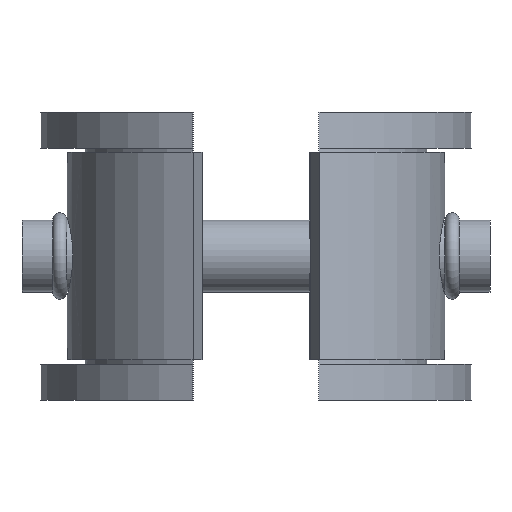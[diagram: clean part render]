
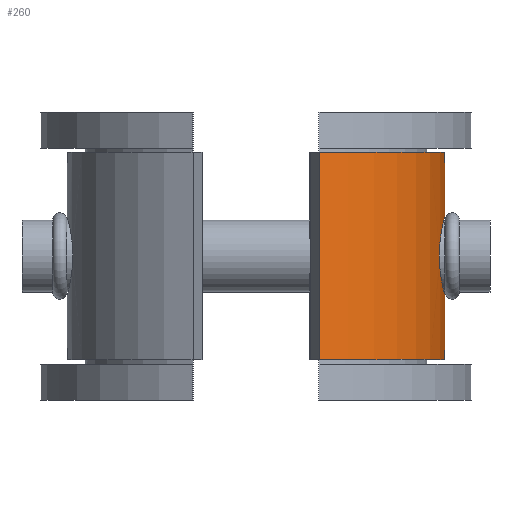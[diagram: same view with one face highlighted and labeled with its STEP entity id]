
A CAD part, left-side view. The second image highlights one B-rep face of the part: STEP entity #260.
In plain terms, the highlighted cylindrical face has radius 10.5 mm (diameter 21 mm), a partial arc.
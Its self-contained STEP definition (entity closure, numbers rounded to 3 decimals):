
#8 = CARTESIAN_POINT ( 'NONE',  ( -14.124, -7.332, 1.508 ) ) ;
#15 = DIRECTION ( 'NONE',  ( -1., 0., 0. ) ) ;
#26 = CARTESIAN_POINT ( 'NONE',  ( -14.498, -7.393, 1.789 ) ) ;
#92 = CIRCLE ( 'NONE', #1818, 10.5 ) ;
#117 = VERTEX_POINT ( 'NONE', #641 ) ;
#223 = CARTESIAN_POINT ( 'NONE',  ( -14.918, -7.445, 1.999 ) ) ;
#236 = CARTESIAN_POINT ( 'NONE',  ( -17.628, -7.374, -1.707 ) ) ;
#252 = CARTESIAN_POINT ( 'NONE',  ( -18.565, -7.182, 0.172 ) ) ;
#257 = CARTESIAN_POINT ( 'NONE',  ( -16., 3., 5.75 ) ) ;
#260 = ADVANCED_FACE ( 'NONE', ( #1425, #2174 ), #2649, .T. ) ;
#269 = CARTESIAN_POINT ( 'NONE',  ( -18.549, -7.186, -0.302 ) ) ;
#277 = DIRECTION ( 'NONE',  ( 0., 0., -1. ) ) ;
#285 = CARTESIAN_POINT ( 'NONE',  ( -14.027, -7.313, -1.415 ) ) ;
#291 = VERTEX_POINT ( 'NONE', #1468 ) ;
#368 = CARTESIAN_POINT ( 'NONE',  ( -25.895, -0.512, 5.75 ) ) ;
#376 = CARTESIAN_POINT ( 'NONE',  ( -15.378, -7.486, -2.152 ) ) ;
#481 = CARTESIAN_POINT ( 'NONE',  ( -16.765, -7.473, 2.104 ) ) ;
#495 = CARTESIAN_POINT ( 'NONE',  ( -13.812, -7.27, 1.16 ) ) ;
#501 = AXIS2_PLACEMENT_3D ( 'NONE', #257, #277, #15 ) ;
#508 = CARTESIAN_POINT ( 'NONE',  ( -13.592, -7.22, -0.776 ) ) ;
#641 = CARTESIAN_POINT ( 'NONE',  ( -6.647, -1.773, 5.75 ) ) ;
#681 = CARTESIAN_POINT ( 'NONE',  ( -18.474, -7.204, -0.606 ) ) ;
#694 = CARTESIAN_POINT ( 'NONE',  ( -18.466, -7.207, 0.631 ) ) ;
#706 = CARTESIAN_POINT ( 'NONE',  ( -18.407, -7.221, 0.778 ) ) ;
#724 = CARTESIAN_POINT ( 'NONE',  ( -13.45, -7.186, 0.297 ) ) ;
#738 = CARTESIAN_POINT ( 'NONE',  ( -17.061, -7.447, 2.008 ) ) ;
#848 = ORIENTED_EDGE ( 'NONE', *, *, #1562, .F. ) ;
#909 = CARTESIAN_POINT ( 'NONE',  ( -17.613, -7.376, 1.717 ) ) ;
#920 = AXIS2_PLACEMENT_3D ( 'NONE', #1642, #1875, #2595 ) ;
#925 = CARTESIAN_POINT ( 'NONE',  ( -18.17, -7.274, 1.184 ) ) ;
#953 = CARTESIAN_POINT ( 'NONE',  ( -17.077, -7.446, -2.002 ) ) ;
#973 = CIRCLE ( 'NONE', #920, 10.5 ) ;
#974 = CARTESIAN_POINT ( 'NONE',  ( -15.213, -7.472, 2.099 ) ) ;
#1027 = DIRECTION ( 'NONE',  ( 0., 0., -1. ) ) ;
#1153 = CARTESIAN_POINT ( 'NONE',  ( -18.201, -7.268, -1.172 ) ) ;
#1182 = CARTESIAN_POINT ( 'NONE',  ( -18.417, -7.218, -0.755 ) ) ;
#1198 = CARTESIAN_POINT ( 'NONE',  ( -17.204, -7.432, 1.948 ) ) ;
#1214 = EDGE_CURVE ( 'NONE', #117, #2268, #2482, .T. ) ;
#1311 = CARTESIAN_POINT ( 'NONE',  ( -14.782, -7.433, -1.956 ) ) ;
#1386 = CARTESIAN_POINT ( 'NONE',  ( -18.545, -7.187, 0.326 ) ) ;
#1403 = ORIENTED_EDGE ( 'NONE', *, *, #1214, .F. ) ;
#1417 = CARTESIAN_POINT ( 'NONE',  ( -14.772, -7.429, 1.937 ) ) ;
#1425 = FACE_OUTER_BOUND ( 'NONE', #1784, .T. ) ;
#1434 = CARTESIAN_POINT ( 'NONE',  ( -13.535, -7.207, -0.631 ) ) ;
#1446 = CARTESIAN_POINT ( 'NONE',  ( -13.456, -7.187, -0.33 ) ) ;
#1459 = EDGE_LOOP ( 'NONE', ( #2498 ) ) ;
#1468 = CARTESIAN_POINT ( 'NONE',  ( -16.001, -7.5, -2.2 ) ) ;
#1523 = LINE ( 'NONE', #368, #2860 ) ;
#1548 = CARTESIAN_POINT ( 'NONE',  ( -16.001, -7.5, -2.2 ) ) ;
#1562 = EDGE_CURVE ( 'NONE', #2268, #1602, #92, .T. ) ;
#1579 = CARTESIAN_POINT ( 'NONE',  ( -25.895, -0.512, -5.75 ) ) ;
#1602 = VERTEX_POINT ( 'NONE', #1579 ) ;
#1628 = CARTESIAN_POINT ( 'NONE',  ( -17.496, -7.394, -1.793 ) ) ;
#1642 = CARTESIAN_POINT ( 'NONE',  ( -16., 3., 5.75 ) ) ;
#1645 = EDGE_CURVE ( 'NONE', #291, #291, #1906, .T. ) ;
#1657 = EDGE_CURVE ( 'NONE', #117, #2158, #973, .T. ) ;
#1658 = CARTESIAN_POINT ( 'NONE',  ( -17.221, -7.43, -1.94 ) ) ;
#1674 = CARTESIAN_POINT ( 'NONE',  ( -13.724, -7.251, 1.028 ) ) ;
#1681 = CARTESIAN_POINT ( 'NONE',  ( -6.647, -1.773, 5.75 ) ) ;
#1689 = CARTESIAN_POINT ( 'NONE',  ( -17.856, -7.335, 1.526 ) ) ;
#1784 = EDGE_LOOP ( 'NONE', ( #848, #1403, #2788, #2677 ) ) ;
#1816 = DIRECTION ( 'NONE',  ( 0., 0., -1. ) ) ;
#1818 = AXIS2_PLACEMENT_3D ( 'NONE', #2517, #1816, #2773 ) ;
#1860 = CARTESIAN_POINT ( 'NONE',  ( -17.968, -7.314, 1.42 ) ) ;
#1875 = DIRECTION ( 'NONE',  ( 0., 0., -1. ) ) ;
#1889 = CARTESIAN_POINT ( 'NONE',  ( -16.317, -7.5, -2.2 ) ) ;
#1905 = CARTESIAN_POINT ( 'NONE',  ( -16.001, -7.5, -2.2 ) ) ;
#1906 = B_SPLINE_CURVE_WITH_KNOTS ( 'NONE', 3,
 ( #1548, #2500, #376, #1311, #2338, #2644, #285, #2355, #2612, #508, #1434, #1446, #2091, #2580, #724, #2833, #3058, #1674, #495, #2388, #8, #1918, #26, #1417, #223, #974, #2122, #2869, #2886, #2056, #2848, #2404, #481, #738, #1198, #2153, #909, #1689, #1860, #925, #2818, #706, #694, #1386, #252, #2371, #269, #681, #1182, #1153, #2138, #236, #1628, #1658, #953, #2629, #1889, #1905 ),
 .UNSPECIFIED., .T., .F.,
 ( 4, 2, 2, 2, 2, 2, 2, 2, 2, 2, 2, 2, 2, 2, 2, 2, 2, 2, 2, 2, 2, 2, 2, 2, 2, 2, 2, 2, 4 ),
 ( 0., 0.001, 0.002, 0.002, 0.003, 0.003, 0.004, 0.004, 0.005, 0.005, 0.006, 0.006, 0.007, 0.007, 0.007, 0.008, 0.008, 0.009, 0.009, 0.01, 0.01, 0.011, 0.011, 0.012, 0.012, 0.013, 0.014, 0.014, 0.015 ),
 .UNSPECIFIED. ) ;
#1918 = CARTESIAN_POINT ( 'NONE',  ( -14.368, -7.373, 1.704 ) ) ;
#2056 = CARTESIAN_POINT ( 'NONE',  ( -16.145, -7.5, 2.201 ) ) ;
#2091 = CARTESIAN_POINT ( 'NONE',  ( -13.435, -7.182, -0.172 ) ) ;
#2122 = CARTESIAN_POINT ( 'NONE',  ( -15.365, -7.482, 2.136 ) ) ;
#2138 = CARTESIAN_POINT ( 'NONE',  ( -17.994, -7.312, -1.414 ) ) ;
#2153 = CARTESIAN_POINT ( 'NONE',  ( -17.48, -7.396, 1.803 ) ) ;
#2158 = VERTEX_POINT ( 'NONE', #3038 ) ;
#2174 = FACE_BOUND ( 'NONE', #1459, .T. ) ;
#2233 = DIRECTION ( 'NONE',  ( 0., 0., -1. ) ) ;
#2268 = VERTEX_POINT ( 'NONE', #2277 ) ;
#2277 = CARTESIAN_POINT ( 'NONE',  ( -6.647, -1.773, -5.75 ) ) ;
#2338 = CARTESIAN_POINT ( 'NONE',  ( -14.507, -7.396, -1.812 ) ) ;
#2355 = CARTESIAN_POINT ( 'NONE',  ( -13.827, -7.273, -1.18 ) ) ;
#2360 = VECTOR ( 'NONE', #2233, 1000. ) ;
#2371 = CARTESIAN_POINT ( 'NONE',  ( -18.568, -7.181, -0.143 ) ) ;
#2388 = CARTESIAN_POINT ( 'NONE',  ( -14.011, -7.31, 1.399 ) ) ;
#2404 = CARTESIAN_POINT ( 'NONE',  ( -16.611, -7.483, 2.141 ) ) ;
#2482 = LINE ( 'NONE', #1681, #2360 ) ;
#2498 = ORIENTED_EDGE ( 'NONE', *, *, #1645, .F. ) ;
#2500 = CARTESIAN_POINT ( 'NONE',  ( -15.685, -7.5, -2.2 ) ) ;
#2517 = CARTESIAN_POINT ( 'NONE',  ( -16., 3., -5.75 ) ) ;
#2580 = CARTESIAN_POINT ( 'NONE',  ( -13.432, -7.181, 0.142 ) ) ;
#2595 = DIRECTION ( 'NONE',  ( -1., 0., 0. ) ) ;
#2612 = CARTESIAN_POINT ( 'NONE',  ( -13.74, -7.254, -1.053 ) ) ;
#2629 = CARTESIAN_POINT ( 'NONE',  ( -16.629, -7.485, -2.15 ) ) ;
#2644 = CARTESIAN_POINT ( 'NONE',  ( -14.14, -7.335, -1.522 ) ) ;
#2649 = CYLINDRICAL_SURFACE ( 'NONE', #501, 10.5 ) ;
#2677 = ORIENTED_EDGE ( 'NONE', *, *, #2885, .T. ) ;
#2773 = DIRECTION ( 'NONE',  ( -1., 0., 0. ) ) ;
#2788 = ORIENTED_EDGE ( 'NONE', *, *, #1657, .T. ) ;
#2818 = CARTESIAN_POINT ( 'NONE',  ( -18.26, -7.254, 1.053 ) ) ;
#2833 = CARTESIAN_POINT ( 'NONE',  ( -13.525, -7.204, 0.604 ) ) ;
#2848 = CARTESIAN_POINT ( 'NONE',  ( -16.301, -7.497, 2.189 ) ) ;
#2860 = VECTOR ( 'NONE', #1027, 1000. ) ;
#2869 = CARTESIAN_POINT ( 'NONE',  ( -15.675, -7.496, 2.186 ) ) ;
#2885 = EDGE_CURVE ( 'NONE', #2158, #1602, #1523, .T. ) ;
#2886 = CARTESIAN_POINT ( 'NONE',  ( -15.833, -7.5, 2.199 ) ) ;
#3038 = CARTESIAN_POINT ( 'NONE',  ( -25.895, -0.512, 5.75 ) ) ;
#3058 = CARTESIAN_POINT ( 'NONE',  ( -13.581, -7.218, 0.751 ) ) ;
